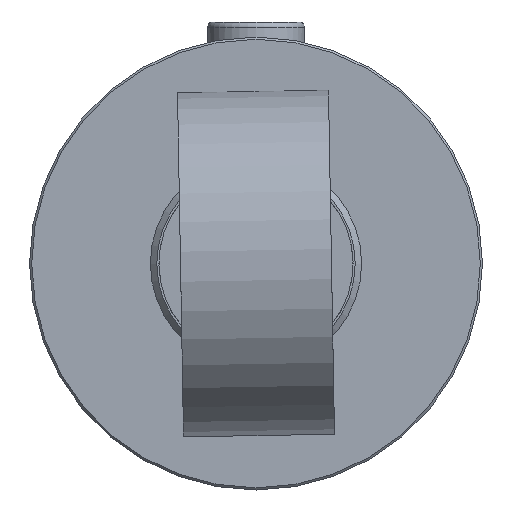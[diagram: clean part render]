
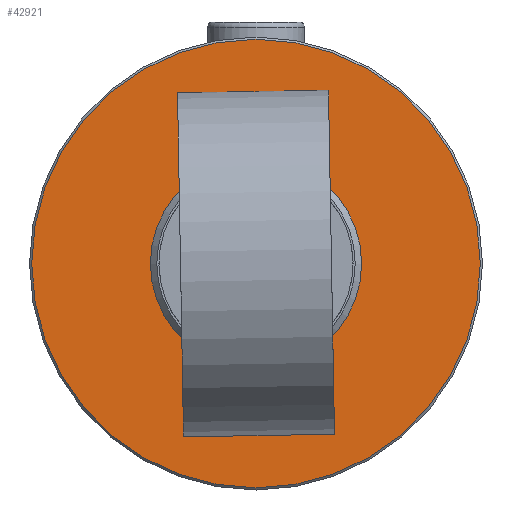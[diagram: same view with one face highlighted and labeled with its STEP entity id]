
A CAD part, front view. The second image highlights one B-rep face of the part: STEP entity #42921.
In plain terms, the highlighted planar face has unit normal (0, -1, 0).
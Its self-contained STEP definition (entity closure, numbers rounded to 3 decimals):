
#42887=CARTESIAN_POINT('',(0.,-389.,104.));
#42888=VERTEX_POINT('',#42887);
#42889=CARTESIAN_POINT('',(0.0,-389.0,0.));
#42890=DIRECTION('',(0.0,1.0,0.0));
#42891=DIRECTION('',(0.0,0.0,-1.0));
#42892=AXIS2_PLACEMENT_3D('',#42889,#42890,#42891);
#42893=CIRCLE('',#42892,104.);
#42894=EDGE_CURVE('',#42888,#42888,#42893,.T.);
#42902=CARTESIAN_POINT('',(0.0,-389.0,77.));
#42903=DIRECTION('',(0.0,-1.0,0.0));
#42904=DIRECTION('',(0.0,0.0,-1.0));
#42905=AXIS2_PLACEMENT_3D('',#42902,#42903,#42904);
#42906=PLANE('',#42905);
#42907=ORIENTED_EDGE('',*,*,#42894,.F.);
#42908=EDGE_LOOP('',(#42907));
#42909=FACE_OUTER_BOUND('',#42908,.T.);
#42910=CARTESIAN_POINT('',(0.0,-389.0,49.));
#42911=VERTEX_POINT('',#42910);
#42912=CARTESIAN_POINT('',(0.0,-389.0,0.));
#42913=DIRECTION('',(0.0,1.0,0.0));
#42914=DIRECTION('',(0.0,0.0,1.0));
#42915=AXIS2_PLACEMENT_3D('',#42912,#42913,#42914);
#42916=CIRCLE('',#42915,49.);
#42917=EDGE_CURVE('',#42911,#42911,#42916,.T.);
#42918=ORIENTED_EDGE('',*,*,#42917,.T.);
#42919=EDGE_LOOP('',(#42918));
#42920=FACE_BOUND('',#42919,.T.);
#42921=ADVANCED_FACE('',(#42909,#42920),#42906,.T.);
